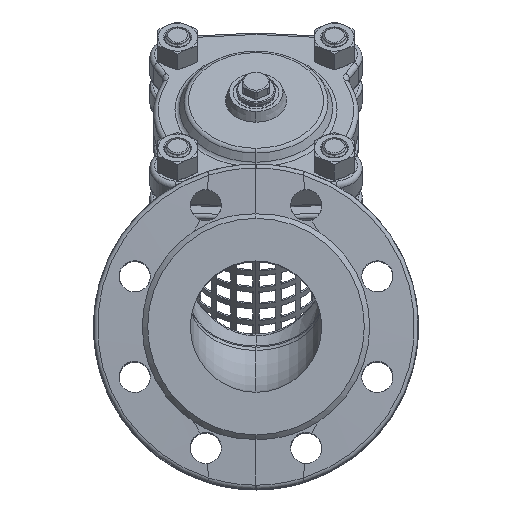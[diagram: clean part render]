
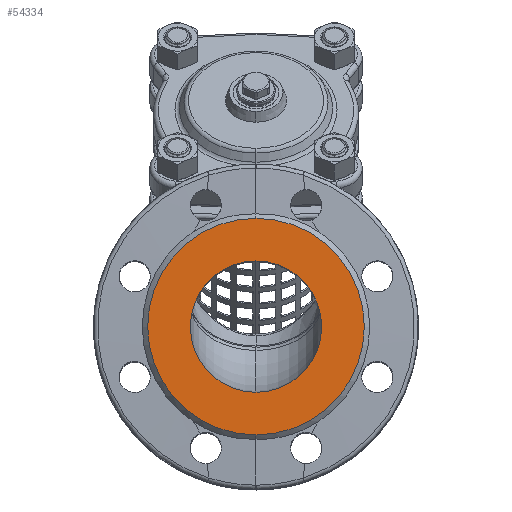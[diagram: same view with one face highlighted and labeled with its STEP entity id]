
A CAD part, top view. The second image highlights one B-rep face of the part: STEP entity #54334.
In plain terms, the highlighted planar face has unit normal (0, 0, 1).
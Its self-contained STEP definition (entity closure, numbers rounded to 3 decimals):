
#36766=CARTESIAN_POINT('',(0.,0.,155.));
#36767=DIRECTION('',(0.,0.,-1.));
#36768=DIRECTION('',(0.,-1.,0.));
#36769=AXIS2_PLACEMENT_3D('',#36766,#36767,#36768);
#36771=CARTESIAN_POINT('',(0.,0.,155.));
#36772=DIRECTION('',(0.,0.,-1.));
#36773=DIRECTION('',(0.,1.,0.));
#36774=AXIS2_PLACEMENT_3D('',#36771,#36772,#36773);
#36776=CARTESIAN_POINT('',(0.,0.,155.));
#36777=DIRECTION('',(0.,0.,1.));
#36778=DIRECTION('',(0.,-1.,0.));
#36779=AXIS2_PLACEMENT_3D('',#36776,#36777,#36778);
#36781=CARTESIAN_POINT('',(0.,0.,155.));
#36782=DIRECTION('',(0.,0.,1.));
#36783=DIRECTION('',(0.,1.,0.));
#36784=AXIS2_PLACEMENT_3D('',#36781,#36782,#36783);
#49882=CARTESIAN_POINT('',(0.,40.,155.));
#49883=CARTESIAN_POINT('',(0.,-40.,155.));
#49884=VERTEX_POINT('',#49882);
#49885=VERTEX_POINT('',#49883);
#49886=CARTESIAN_POINT('',(0.,-66.,155.));
#49887=CARTESIAN_POINT('',(0.,66.,155.));
#49888=VERTEX_POINT('',#49886);
#49889=VERTEX_POINT('',#49887);
#54318=CARTESIAN_POINT('',(0.,0.,155.));
#54319=DIRECTION('',(0.,0.,1.));
#54320=DIRECTION('',(0.,-1.,0.));
#54321=AXIS2_PLACEMENT_3D('',#54318,#54319,#54320);
#54322=PLANE('',#54321);
#54323=ORIENTED_EDGE('',*,*,#54305,.T.);
#54325=ORIENTED_EDGE('',*,*,#54324,.T.);
#54326=EDGE_LOOP('',(#54323,#54325));
#54327=FACE_OUTER_BOUND('',#54326,.F.);
#54329=ORIENTED_EDGE('',*,*,#54328,.T.);
#54331=ORIENTED_EDGE('',*,*,#54330,.T.);
#54332=EDGE_LOOP('',(#54329,#54331));
#54333=FACE_BOUND('',#54332,.F.);
#54334=ADVANCED_FACE('',(#54327,#54333),#54322,.T.);
#36770=CIRCLE('',#36769,66.);
#36775=CIRCLE('',#36774,66.);
#36780=CIRCLE('',#36779,40.);
#36785=CIRCLE('',#36784,40.);
#54305=EDGE_CURVE('',#49888,#49889,#36770,.T.);
#54324=EDGE_CURVE('',#49889,#49888,#36775,.T.);
#54328=EDGE_CURVE('',#49885,#49884,#36780,.T.);
#54330=EDGE_CURVE('',#49884,#49885,#36785,.T.);
